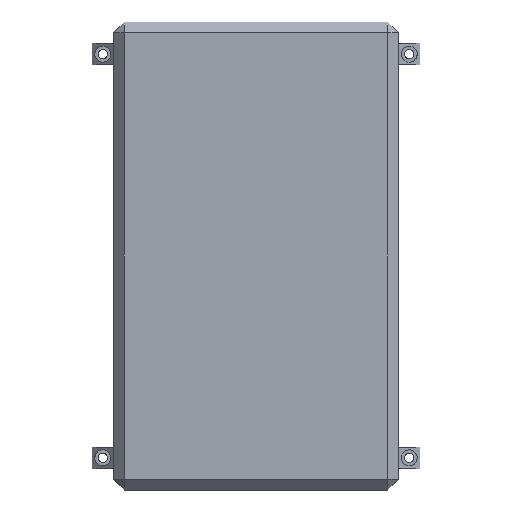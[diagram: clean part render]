
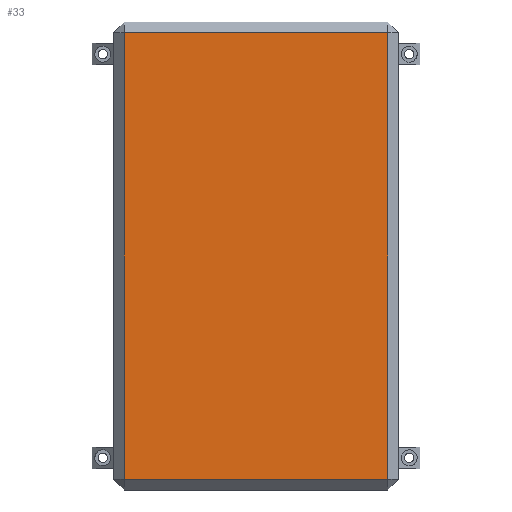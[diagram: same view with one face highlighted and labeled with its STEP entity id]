
A CAD part, front view. The second image highlights one B-rep face of the part: STEP entity #33.
In plain terms, the highlighted planar face has unit normal (0, -1, 0).
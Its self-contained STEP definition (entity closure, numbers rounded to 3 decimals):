
#27 = CARTESIAN_POINT ( 'NONE',  ( 0., -3., 62.5 ) ) ;
#33 = ADVANCED_FACE ( 'NONE', ( #389 ), #517, .T. ) ;
#91 = DIRECTION ( 'NONE',  ( 0., 0., -1. ) ) ;
#161 = EDGE_LOOP ( 'NONE', ( #1697, #1306, #1424, #1633 ) ) ;
#389 = FACE_OUTER_BOUND ( 'NONE', #161, .T. ) ;
#423 = EDGE_CURVE ( 'NONE', #786, #1602, #1485, .T. ) ;
#496 = CARTESIAN_POINT ( 'NONE',  ( 0., -3., 0. ) ) ;
#507 = VERTEX_POINT ( 'NONE', #1336 ) ;
#517 = PLANE ( 'NONE',  #659 ) ;
#594 = VECTOR ( 'NONE', #1615, 1000. ) ;
#625 = CARTESIAN_POINT ( 'NONE',  ( 0., -3., -62.5 ) ) ;
#627 = VECTOR ( 'NONE', #700, 1000. ) ;
#639 = CARTESIAN_POINT ( 'NONE',  ( -36.875, -3., 0. ) ) ;
#659 = AXIS2_PLACEMENT_3D ( 'NONE', #496, #1468, #91 ) ;
#696 = EDGE_CURVE ( 'NONE', #507, #786, #838, .T. ) ;
#700 = DIRECTION ( 'NONE',  ( -1., 0., 0. ) ) ;
#786 = VERTEX_POINT ( 'NONE', #972 ) ;
#790 = DIRECTION ( 'NONE',  ( 0., 0., 1. ) ) ;
#838 = LINE ( 'NONE', #27, #627 ) ;
#903 = CARTESIAN_POINT ( 'NONE',  ( -36.875, -3., -62.5 ) ) ;
#920 = LINE ( 'NONE', #625, #1710 ) ;
#934 = VERTEX_POINT ( 'NONE', #1764 ) ;
#971 = EDGE_CURVE ( 'NONE', #934, #507, #1226, .T. ) ;
#972 = CARTESIAN_POINT ( 'NONE',  ( -36.875, -3., 62.5 ) ) ;
#1080 = CARTESIAN_POINT ( 'NONE',  ( 36.875, -3., 0. ) ) ;
#1184 = DIRECTION ( 'NONE',  ( 1., 0., 0. ) ) ;
#1226 = LINE ( 'NONE', #1080, #1255 ) ;
#1255 = VECTOR ( 'NONE', #790, 1000. ) ;
#1306 = ORIENTED_EDGE ( 'NONE', *, *, #423, .T. ) ;
#1336 = CARTESIAN_POINT ( 'NONE',  ( 36.875, -3., 62.5 ) ) ;
#1424 = ORIENTED_EDGE ( 'NONE', *, *, #1686, .T. ) ;
#1468 = DIRECTION ( 'NONE',  ( 0., -1., 0. ) ) ;
#1485 = LINE ( 'NONE', #639, #594 ) ;
#1602 = VERTEX_POINT ( 'NONE', #903 ) ;
#1615 = DIRECTION ( 'NONE',  ( 0., 0., -1. ) ) ;
#1633 = ORIENTED_EDGE ( 'NONE', *, *, #971, .T. ) ;
#1686 = EDGE_CURVE ( 'NONE', #1602, #934, #920, .T. ) ;
#1697 = ORIENTED_EDGE ( 'NONE', *, *, #696, .T. ) ;
#1710 = VECTOR ( 'NONE', #1184, 1000. ) ;
#1764 = CARTESIAN_POINT ( 'NONE',  ( 36.875, -3., -62.5 ) ) ;
